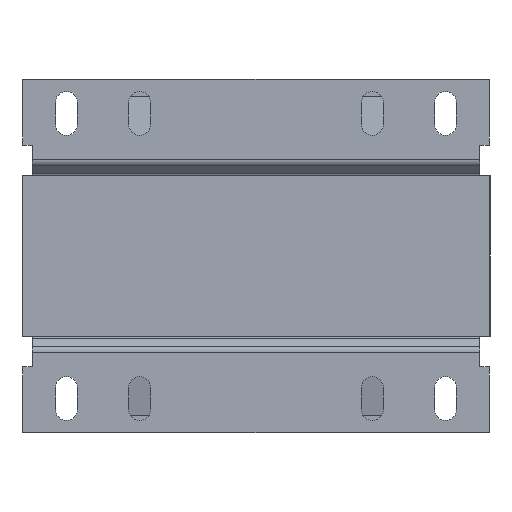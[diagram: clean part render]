
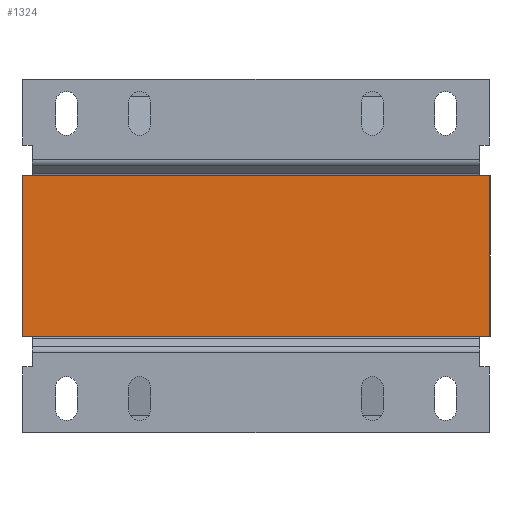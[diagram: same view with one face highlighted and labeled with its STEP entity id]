
A CAD part, front view. The second image highlights one B-rep face of the part: STEP entity #1324.
In plain terms, the highlighted planar face has unit normal (0, -1, 0).
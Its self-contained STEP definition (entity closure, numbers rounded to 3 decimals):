
#68 = AXIS2_PLACEMENT_3D ( 'NONE', #2816, #5814, #5097 ) ;
#398 = VERTEX_POINT ( 'NONE', #7910 ) ;
#735 = DIRECTION ( 'NONE',  ( -1., 0., 0. ) ) ;
#995 = DIRECTION ( 'NONE',  ( 1., 0., 0. ) ) ;
#1133 = LINE ( 'NONE', #9693, #8262 ) ;
#1164 = DIRECTION ( 'NONE',  ( 1., 0., 0. ) ) ;
#1245 = ORIENTED_EDGE ( 'NONE', *, *, #5163, .T. ) ;
#1324 = ADVANCED_FACE ( 'Defeature ausgef�hrt1_84', ( #8868 ), #3504, .F. ) ;
#1618 = EDGE_CURVE ( 'Defeature ausgef�hrt1_84+Defeature ausgef�hrt1_96+Defeature ausgef�hrt1_75+Defeature ausgef�hrt1_85', #4517, #3150, #9326, .T. ) ;
#1717 = VECTOR ( 'NONE', #995, 1000. ) ;
#1826 = EDGE_CURVE ( 'Defeature ausgef�hrt1_76+Defeature ausgef�hrt1_84+Defeature ausgef�hrt1_79+Defeature ausgef�hrt1_77', #2449, #8681, #3451, .T. ) ;
#1845 = CARTESIAN_POINT ( 'NONE',  ( -91.75, -82.5, 33. ) ) ;
#1987 = LINE ( 'NONE', #9058, #3703 ) ;
#2027 = EDGE_CURVE ( 'Defeature ausgef�hrt1_75+Defeature ausgef�hrt1_84+Defeature ausgef�hrt1_83+Defeature ausgef�hrt1_81', #4517, #398, #1133, .T. ) ;
#2449 = VERTEX_POINT ( 'NONE', #9486 ) ;
#2518 = EDGE_LOOP ( 'NONE', ( #3372, #4312, #3189, #8314, #8525, #2568, #3480, #1245 ) ) ;
#2533 = VECTOR ( 'NONE', #4696, 1000. ) ;
#2568 = ORIENTED_EDGE ( 'NONE', *, *, #1618, .T. ) ;
#2571 = VERTEX_POINT ( 'NONE', #4480 ) ;
#2707 = VECTOR ( 'NONE', #4986, 1000. ) ;
#2816 = CARTESIAN_POINT ( 'NONE',  ( 0., -82.5, 0. ) ) ;
#3088 = CARTESIAN_POINT ( 'NONE',  ( 91.75, -82.5, -33. ) ) ;
#3150 = VERTEX_POINT ( 'NONE', #9702 ) ;
#3189 = ORIENTED_EDGE ( 'NONE', *, *, #8098, .F. ) ;
#3372 = ORIENTED_EDGE ( 'NONE', *, *, #1826, .F. ) ;
#3392 = EDGE_CURVE ( 'Defeature ausgef�hrt1_84+Defeature ausgef�hrt1_88+Defeature ausgef�hrt1_76+Defeature ausgef�hrt1_80', #2449, #5558, #7700, .T. ) ;
#3451 = LINE ( 'NONE', #4861, #4263 ) ;
#3480 = ORIENTED_EDGE ( 'NONE', *, *, #7832, .F. ) ;
#3504 = PLANE ( 'NONE',  #68 ) ;
#3643 = LINE ( 'NONE', #5023, #2707 ) ;
#3703 = VECTOR ( 'NONE', #4530, 1000. ) ;
#3815 = CARTESIAN_POINT ( 'NONE',  ( 95.75, -82.5, 33. ) ) ;
#4254 = CARTESIAN_POINT ( 'NONE',  ( 91.75, -82.5, 33. ) ) ;
#4263 = VECTOR ( 'NONE', #1164, 1000. ) ;
#4312 = ORIENTED_EDGE ( 'NONE', *, *, #3392, .T. ) ;
#4480 = CARTESIAN_POINT ( 'NONE',  ( -95.75, -82.5, -33. ) ) ;
#4517 = VERTEX_POINT ( 'NONE', #3088 ) ;
#4530 = DIRECTION ( 'NONE',  ( 0., 0., -1. ) ) ;
#4662 = CARTESIAN_POINT ( 'NONE',  ( -91.75, -82.5, -33. ) ) ;
#4696 = DIRECTION ( 'NONE',  ( 1., 0., 0. ) ) ;
#4861 = CARTESIAN_POINT ( 'NONE',  ( 0., -82.5, 33. ) ) ;
#4986 = DIRECTION ( 'NONE',  ( 0., 0., 1. ) ) ;
#5023 = CARTESIAN_POINT ( 'NONE',  ( -95.75, -82.5, 74. ) ) ;
#5041 = EDGE_CURVE ( 'Defeature ausgef�hrt1_84+Defeature ausgef�hrt1_94+Defeature ausgef�hrt1_80+Defeature ausgef�hrt1_75', #2571, #398, #7295, .T. ) ;
#5097 = DIRECTION ( 'NONE',  ( 0., 0., 1. ) ) ;
#5163 = EDGE_CURVE ( 'Defeature ausgef�hrt1_84+Defeature ausgef�hrt1_86+Defeature ausgef�hrt1_85+Defeature ausgef�hrt1_76', #6132, #8681, #8490, .T. ) ;
#5558 = VERTEX_POINT ( 'NONE', #7329 ) ;
#5673 = VECTOR ( 'NONE', #7689, 1000. ) ;
#5814 = DIRECTION ( 'NONE',  ( 0., 1., 0. ) ) ;
#6132 = VERTEX_POINT ( 'NONE', #3815 ) ;
#6316 = CARTESIAN_POINT ( 'NONE',  ( 95.75, -82.5, 33. ) ) ;
#7129 = DIRECTION ( 'NONE',  ( -1., 0., 0. ) ) ;
#7295 = LINE ( 'NONE', #4662, #1717 ) ;
#7329 = CARTESIAN_POINT ( 'NONE',  ( -95.75, -82.5, 33. ) ) ;
#7689 = DIRECTION ( 'NONE',  ( -1., 0., 0. ) ) ;
#7700 = LINE ( 'NONE', #1845, #5673 ) ;
#7832 = EDGE_CURVE ( 'Defeature ausgef�hrt1_85+Defeature ausgef�hrt1_84+Defeature ausgef�hrt1_86+Defeature ausgef�hrt1_96', #6132, #3150, #1987, .T. ) ;
#7903 = VECTOR ( 'NONE', #7129, 1000. ) ;
#7910 = CARTESIAN_POINT ( 'NONE',  ( -91.75, -82.5, -33. ) ) ;
#8098 = EDGE_CURVE ( 'Defeature ausgef�hrt1_80+Defeature ausgef�hrt1_84+Defeature ausgef�hrt1_94+Defeature ausgef�hrt1_88', #2571, #5558, #3643, .T. ) ;
#8262 = VECTOR ( 'NONE', #735, 1000. ) ;
#8314 = ORIENTED_EDGE ( 'NONE', *, *, #5041, .T. ) ;
#8490 = LINE ( 'NONE', #6316, #7903 ) ;
#8525 = ORIENTED_EDGE ( 'NONE', *, *, #2027, .F. ) ;
#8681 = VERTEX_POINT ( 'NONE', #4254 ) ;
#8868 = FACE_OUTER_BOUND ( 'NONE', #2518, .T. ) ;
#9058 = CARTESIAN_POINT ( 'NONE',  ( 95.75, -82.5, 74. ) ) ;
#9199 = CARTESIAN_POINT ( 'NONE',  ( 95.75, -82.5, -33. ) ) ;
#9326 = LINE ( 'NONE', #9199, #2533 ) ;
#9486 = CARTESIAN_POINT ( 'NONE',  ( -91.75, -82.5, 33. ) ) ;
#9693 = CARTESIAN_POINT ( 'NONE',  ( 0., -82.5, -33. ) ) ;
#9702 = CARTESIAN_POINT ( 'NONE',  ( 95.75, -82.5, -33. ) ) ;
